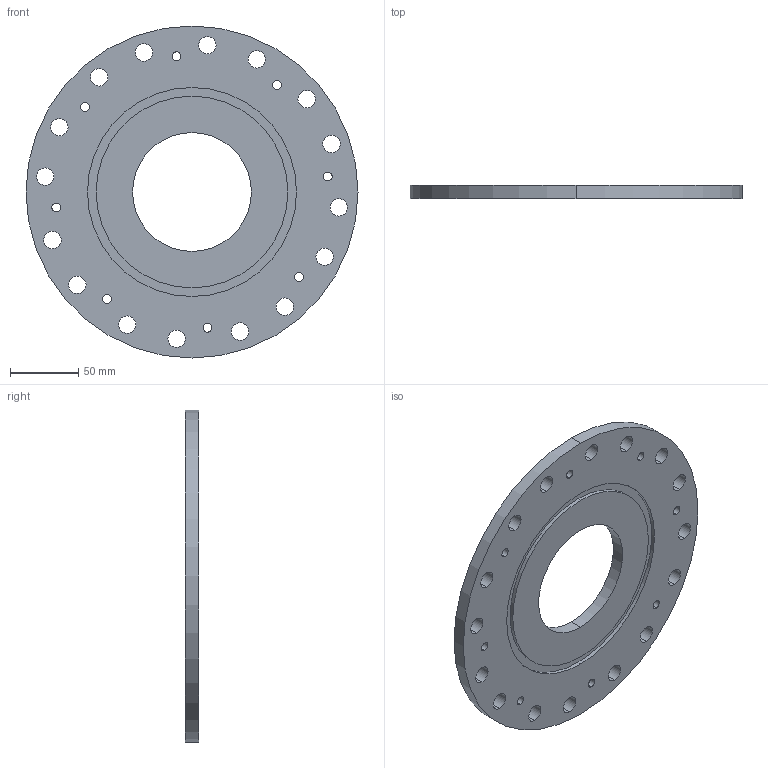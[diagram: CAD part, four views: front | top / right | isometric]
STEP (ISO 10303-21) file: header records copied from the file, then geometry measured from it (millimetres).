
FILE_DESCRIPTION (( 'STEP AP214' ), '1' );
FILE_NAME ('Baffle_Adapter_Plate.STEP', '2024-06-11T22:03:30', ( '' ), ( '' ), 'SwSTEP 2.0', 'SolidWorks 2023', '' );
FILE_SCHEMA (( 'AUTOMOTIVE_DESIGN' ));
Length unit declared in the file: millimetre
Products named in the file (1): Baffle_Adapter_Plate
Bounding box: 243 x 9.53 x 243 mm (x, y, z)
Volume: 350735 mm3; surface area: 98307.8 mm2
Topology: 1 solids, 1 shells, 86 faces, 228 edges, 144 vertices
Faces by surface type: cylinder 68, cone 8, plane 6, torus 4
Entity records: 2807 total; most frequent: DIRECTION 538, CARTESIAN_POINT 451, ORIENTED_EDGE 440, AXIS2_PLACEMENT_3D 231, EDGE_CURVE 220, EDGE_LOOP 144, CIRCLE 144, VERTEX_POINT 144
